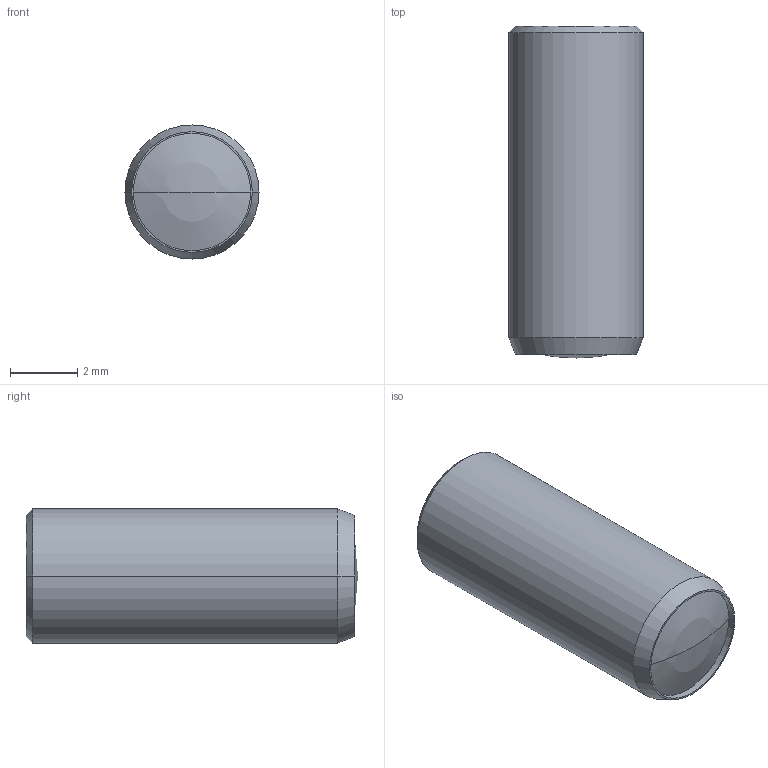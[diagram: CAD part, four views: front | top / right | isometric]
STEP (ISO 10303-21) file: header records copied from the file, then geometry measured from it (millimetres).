
FILE_DESCRIPTION((''),'2;1');
FILE_NAME('PT-4H','2021-10-06T09:31:12',('Administrator'),(''),'CREO PARAMETRIC BY PTC INC, 2018400','CREO PARAMETRIC BY PTC INC, 2018400','');
FILE_SCHEMA(('CONFIG_CONTROL_DESIGN'));
Length unit declared in the file: millimetre
Products named in the file (1): PT-4H
Bounding box: 4 x 9.9 x 4 mm (x, y, z)
Volume: 93.8 mm3; surface area: 265.7 mm2
Topology: 1 solids, 2 shells, 20 faces, 40 edges, 23 vertices
Faces by surface type: cylinder 8, cone 6, plane 4, sphere 2
Entity records: 554 total; most frequent: DIRECTION 104, CARTESIAN_POINT 82, ORIENTED_EDGE 74, AXIS2_PLACEMENT_3D 45, EDGE_CURVE 38, CIRCLE 24, VERTEX_POINT 23, EDGE_LOOP 22
